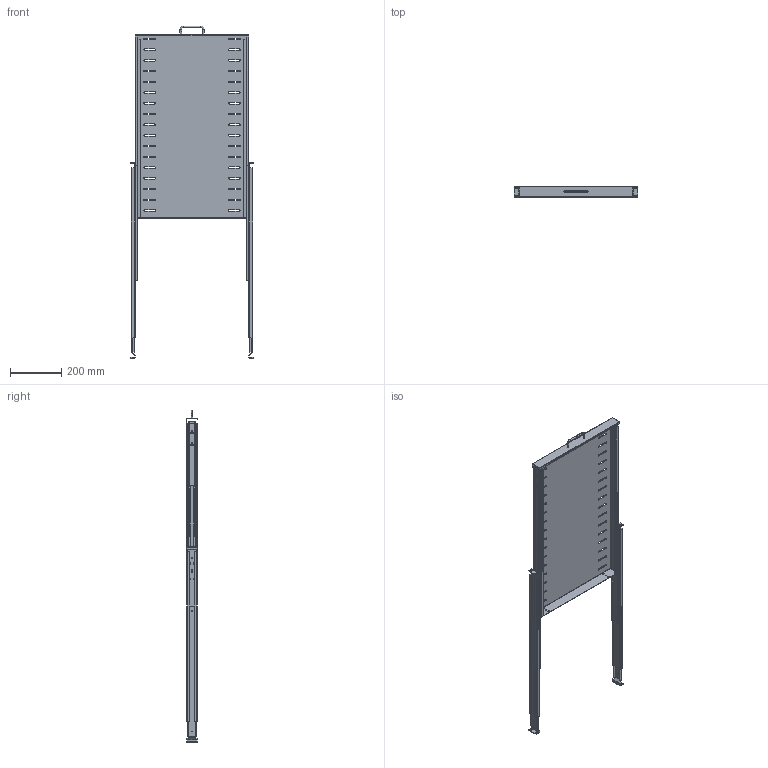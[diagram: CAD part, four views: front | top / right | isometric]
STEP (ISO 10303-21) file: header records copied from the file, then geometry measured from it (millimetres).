
FILE_DESCRIPTION (( 'STEP AP214' ), '1' );
FILE_NAME ('Tripp Lite SRSHELF4PSL open.STEP', '2017-09-06T15:53:27', ( '' ), ( '' ), 'SwSTEP 2.0', 'SolidWorks 2015', '' );
FILE_SCHEMA (( 'AUTOMOTIVE_DESIGN' ));
Length unit declared in the file: millimetre
Products named in the file (10): TRAY 06052008_SRSHELF4PSL; 3701-XX middle bar_3701-18; 3701-XX fixed bar_3701-18; 102725_A_for 3701; 390642; 3701-XX slide bar_3701-18; 3701-XX_3701-18 FULL OPEN; TRAY AND SILLS 06052008_SRSHELF4PSL; 102726_B_NEW; Tripp Lite SRSHELF4PSL open
Assembly tree (12 placements, depth 3):
  Tripp Lite SRSHELF4PSL open
    TRAY AND SILLS 06052008_SRSHELF4PSL
      TRAY 06052008_SRSHELF4PSL
    102725_A_for 3701  x2
    102726_B_NEW  x2
    3701-XX_3701-18 FULL OPEN  x2
      3701-XX fixed bar_3701-18
      3701-XX slide bar_3701-18
      3701-XX middle bar_3701-18
    390642
Bounding box: 482 x 43 x 1300 mm (x, y, z)
Volume: 1053273.3 mm3; surface area: 1423651.9 mm2
Topology: 12 solids, 12 shells, 960 faces, 2388 edges, 1482 vertices
Faces by surface type: plane 508, cylinder 444, torus 4, cone 4
Entity records: 20262 total; most frequent: DIRECTION 3590, CARTESIAN_POINT 3353, ORIENTED_EDGE 3272, EDGE_CURVE 1636, AXIS2_PLACEMENT_3D 1295, VERTEX_POINT 1026, LINE 1000, VECTOR 1000
